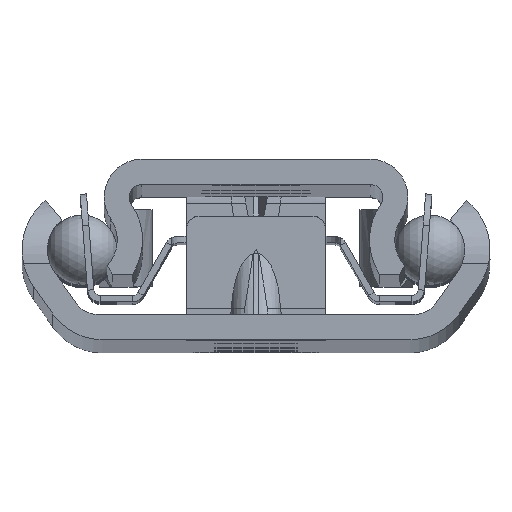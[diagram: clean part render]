
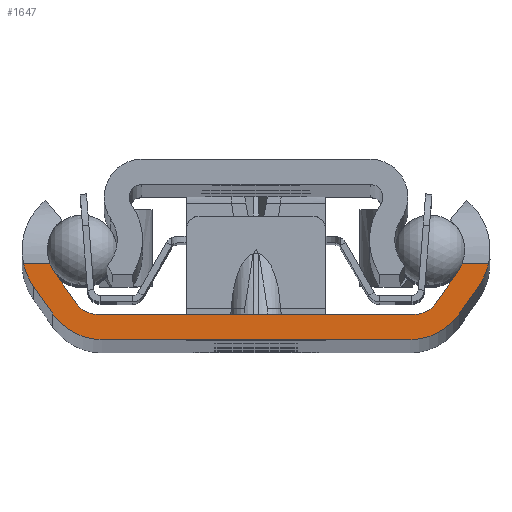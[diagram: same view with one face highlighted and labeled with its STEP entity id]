
A CAD part, top view. The second image highlights one B-rep face of the part: STEP entity #1647.
In plain terms, the highlighted planar face has unit normal (0, 0, 1).
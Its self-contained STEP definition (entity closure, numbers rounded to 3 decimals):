
#36=DIRECTION('',(-1.,0.,0.));
#37=VECTOR('',#36,2.086);
#38=CARTESIAN_POINT('',(18.377,6.,0.));
#39=LINE('',#38,#37);
#40=CARTESIAN_POINT('',(13.5,7.1,0.));
#41=DIRECTION('',(0.,0.,1.));
#42=DIRECTION('',(0.819,-0.574,0.));
#43=AXIS2_PLACEMENT_3D('',#40,#41,#42);
#45=DIRECTION('',(0.574,0.819,0.));
#46=VECTOR('',#45,2.694);
#47=CARTESIAN_POINT('',(16.051,2.026,0.));
#48=LINE('',#47,#46);
#49=DIRECTION('',(1.,0.,0.));
#50=VECTOR('',#49,24.319);
#51=CARTESIAN_POINT('',(-12.16,0.,0.));
#52=LINE('',#51,#50);
#53=DIRECTION('',(0.574,-0.819,0.));
#54=VECTOR('',#53,2.694);
#55=CARTESIAN_POINT('',(-17.596,4.232,0.));
#56=LINE('',#55,#54);
#57=CARTESIAN_POINT('',(-13.5,7.1,0.));
#58=DIRECTION('',(0.,0.,1.));
#59=DIRECTION('',(-0.975,-0.22,0.));
#60=AXIS2_PLACEMENT_3D('',#57,#58,#59);
#62=DIRECTION('',(-1.,0.,0.));
#63=VECTOR('',#62,2.086);
#64=CARTESIAN_POINT('',(-16.291,6.,0.));
#65=LINE('',#64,#63);
#66=CARTESIAN_POINT('',(-13.5,7.1,0.));
#67=DIRECTION('',(0.,0.,-1.));
#68=DIRECTION('',(-0.819,-0.574,0.));
#69=AXIS2_PLACEMENT_3D('',#66,#67,#68);
#71=DIRECTION('',(-0.574,0.819,0.));
#72=VECTOR('',#71,3.084);
#73=CARTESIAN_POINT('',(-14.188,2.853,0.));
#74=LINE('',#73,#72);
#75=DIRECTION('',(-1.,0.,0.));
#76=VECTOR('',#75,25.1);
#77=CARTESIAN_POINT('',(12.55,2.,0.));
#78=LINE('',#77,#76);
#79=DIRECTION('',(-0.574,-0.819,0.));
#80=VECTOR('',#79,3.084);
#81=CARTESIAN_POINT('',(15.957,5.379,0.));
#82=LINE('',#81,#80);
#83=CARTESIAN_POINT('',(13.5,7.1,0.));
#84=DIRECTION('',(0.,0.,-1.));
#85=DIRECTION('',(0.93,-0.367,0.));
#86=AXIS2_PLACEMENT_3D('',#83,#84,#85);
#126=CARTESIAN_POINT('',(12.55,4.,0.));
#127=DIRECTION('',(0.,0.,-1.));
#128=DIRECTION('',(0.819,-0.574,0.));
#129=AXIS2_PLACEMENT_3D('',#126,#127,#128);
#382=CARTESIAN_POINT('',(-12.55,4.,0.));
#383=DIRECTION('',(0.,0.,-1.));
#384=DIRECTION('',(0.,-1.,0.));
#385=AXIS2_PLACEMENT_3D('',#382,#383,#384);
#463=CARTESIAN_POINT('',(-12.16,4.75,0.));
#464=DIRECTION('',(0.,0.,1.));
#465=DIRECTION('',(-0.819,-0.574,0.));
#466=AXIS2_PLACEMENT_3D('',#463,#464,#465);
#663=CARTESIAN_POINT('',(12.16,4.75,0.));
#664=DIRECTION('',(0.,0.,1.));
#665=DIRECTION('',(0.,-1.,0.));
#666=AXIS2_PLACEMENT_3D('',#663,#664,#665);
#1340=CARTESIAN_POINT('',(-15.957,5.379,0.));
#1341=VERTEX_POINT('',#1340);
#1342=CARTESIAN_POINT('',(-17.596,4.232,0.));
#1343=VERTEX_POINT('',#1342);
#1344=CARTESIAN_POINT('',(17.596,4.232,0.));
#1345=VERTEX_POINT('',#1344);
#1346=CARTESIAN_POINT('',(15.957,5.379,0.));
#1347=VERTEX_POINT('',#1346);
#1349=CARTESIAN_POINT('',(12.55,2.,0.));
#1351=VERTEX_POINT('',#1349);
#1353=CARTESIAN_POINT('',(14.188,2.853,0.));
#1355=VERTEX_POINT('',#1353);
#1357=CARTESIAN_POINT('',(-14.188,2.853,0.));
#1359=VERTEX_POINT('',#1357);
#1361=CARTESIAN_POINT('',(-12.55,2.,0.));
#1363=VERTEX_POINT('',#1361);
#1364=CARTESIAN_POINT('',(16.051,2.026,0.));
#1366=VERTEX_POINT('',#1364);
#1370=CARTESIAN_POINT('',(12.16,0.,0.));
#1371=VERTEX_POINT('',#1370);
#1372=CARTESIAN_POINT('',(-12.16,0.,0.));
#1374=VERTEX_POINT('',#1372);
#1378=CARTESIAN_POINT('',(-16.051,2.026,0.));
#1379=VERTEX_POINT('',#1378);
#1380=CARTESIAN_POINT('',(18.377,6.,0.));
#1381=CARTESIAN_POINT('',(16.291,6.,0.));
#1382=VERTEX_POINT('',#1380);
#1383=VERTEX_POINT('',#1381);
#1384=CARTESIAN_POINT('',(-16.291,6.,0.));
#1385=CARTESIAN_POINT('',(-18.377,6.,0.));
#1386=VERTEX_POINT('',#1384);
#1387=VERTEX_POINT('',#1385);
#1608=CARTESIAN_POINT('',(0.,0.,0.));
#1609=DIRECTION('',(0.,0.,1.));
#1610=DIRECTION('',(1.,0.,0.));
#1611=AXIS2_PLACEMENT_3D('',#1608,#1609,#1610);
#1612=PLANE('',#1611);
#1614=ORIENTED_EDGE('',*,*,#1613,.F.);
#1616=ORIENTED_EDGE('',*,*,#1615,.F.);
#1618=ORIENTED_EDGE('',*,*,#1617,.F.);
#1620=ORIENTED_EDGE('',*,*,#1619,.F.);
#1622=ORIENTED_EDGE('',*,*,#1621,.F.);
#1624=ORIENTED_EDGE('',*,*,#1623,.F.);
#1626=ORIENTED_EDGE('',*,*,#1625,.F.);
#1628=ORIENTED_EDGE('',*,*,#1627,.F.);
#1630=ORIENTED_EDGE('',*,*,#1629,.F.);
#1632=ORIENTED_EDGE('',*,*,#1631,.F.);
#1634=ORIENTED_EDGE('',*,*,#1633,.F.);
#1636=ORIENTED_EDGE('',*,*,#1635,.F.);
#1638=ORIENTED_EDGE('',*,*,#1637,.F.);
#1640=ORIENTED_EDGE('',*,*,#1639,.F.);
#1642=ORIENTED_EDGE('',*,*,#1641,.F.);
#1644=ORIENTED_EDGE('',*,*,#1643,.F.);
#1645=EDGE_LOOP('',(#1614,#1616,#1618,#1620,#1622,#1624,#1626,#1628,#1630,#1632,
#1634,#1636,#1638,#1640,#1642,#1644));
#1646=FACE_OUTER_BOUND('',#1645,.F.);
#1647=ADVANCED_FACE('',(#1646),#1612,.T.);
#44=CIRCLE('',#43,5.);
#61=CIRCLE('',#60,5.);
#70=CIRCLE('',#69,3.);
#87=CIRCLE('',#86,3.);
#130=CIRCLE('',#129,2.);
#386=CIRCLE('',#385,2.);
#467=CIRCLE('',#466,4.75);
#667=CIRCLE('',#666,4.75);
#1613=EDGE_CURVE('',#1382,#1383,#39,.T.);
#1615=EDGE_CURVE('',#1345,#1382,#44,.T.);
#1617=EDGE_CURVE('',#1366,#1345,#48,.T.);
#1619=EDGE_CURVE('',#1371,#1366,#667,.T.);
#1621=EDGE_CURVE('',#1374,#1371,#52,.T.);
#1623=EDGE_CURVE('',#1379,#1374,#467,.T.);
#1625=EDGE_CURVE('',#1343,#1379,#56,.T.);
#1627=EDGE_CURVE('',#1387,#1343,#61,.T.);
#1629=EDGE_CURVE('',#1386,#1387,#65,.T.);
#1631=EDGE_CURVE('',#1341,#1386,#70,.T.);
#1633=EDGE_CURVE('',#1359,#1341,#74,.T.);
#1635=EDGE_CURVE('',#1363,#1359,#386,.T.);
#1637=EDGE_CURVE('',#1351,#1363,#78,.T.);
#1639=EDGE_CURVE('',#1355,#1351,#130,.T.);
#1641=EDGE_CURVE('',#1347,#1355,#82,.T.);
#1643=EDGE_CURVE('',#1383,#1347,#87,.T.);
